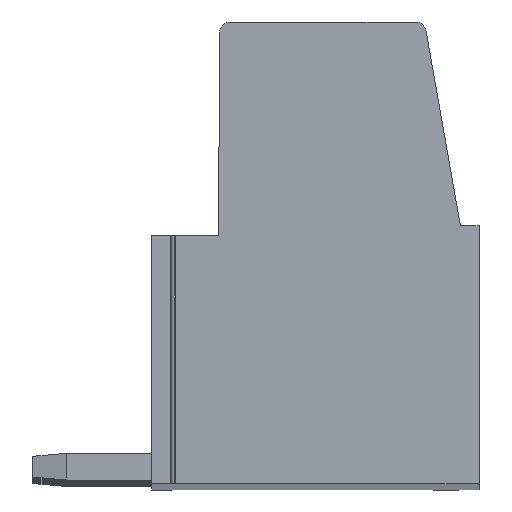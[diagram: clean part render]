
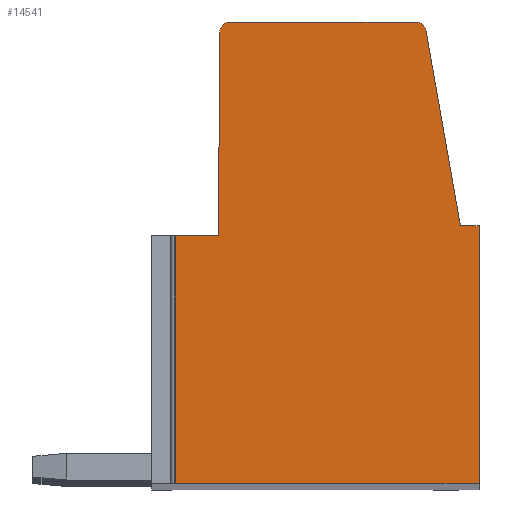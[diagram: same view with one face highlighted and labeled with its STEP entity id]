
A CAD part, top view. The second image highlights one B-rep face of the part: STEP entity #14541.
In plain terms, the highlighted planar face has unit normal (0, 0, 1).
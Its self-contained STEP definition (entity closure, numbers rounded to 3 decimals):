
#2443=DIRECTION('',(0.,1.,0.));
#2444=VECTOR('',#2443,7.4);
#2445=CARTESIAN_POINT('',(-4.225,-7.4,2.5));
#2446=LINE('',#2445,#2444);
#2447=DIRECTION('',(-1.,0.,0.));
#2448=VECTOR('',#2447,1.325);
#2449=CARTESIAN_POINT('',(-2.9,0.,2.5));
#2450=LINE('',#2449,#2448);
#2451=DIRECTION('',(-0.007,-1.,0.));
#2452=VECTOR('',#2451,6.1);
#2453=CARTESIAN_POINT('',(-2.859,6.1,2.5));
#2454=LINE('',#2453,#2452);
#2455=CARTESIAN_POINT('',(-2.557,6.098,2.5));
#2456=DIRECTION('',(0.,0.,1.));
#2457=DIRECTION('',(0.,1.,0.));
#2458=AXIS2_PLACEMENT_3D('',#2455,#2456,#2457);
#2460=DIRECTION('',(-1.,0.,0.));
#2461=VECTOR('',#2460,5.57);
#2462=CARTESIAN_POINT('',(3.013,6.4,2.5));
#2463=LINE('',#2462,#2461);
#2464=CARTESIAN_POINT('',(3.013,6.098,2.5));
#2465=DIRECTION('',(0.,0.,1.));
#2466=DIRECTION('',(0.985,0.173,0.));
#2467=AXIS2_PLACEMENT_3D('',#2464,#2465,#2466);
#2469=DIRECTION('',(-0.173,0.985,0.));
#2470=VECTOR('',#2469,5.94);
#2471=CARTESIAN_POINT('',(4.34,0.3,2.5));
#2472=LINE('',#2471,#2470);
#2473=DIRECTION('',(-1.,0.,0.));
#2474=VECTOR('',#2473,0.56);
#2475=CARTESIAN_POINT('',(4.9,0.3,2.5));
#2476=LINE('',#2475,#2474);
#2477=DIRECTION('',(0.,1.,0.));
#2478=VECTOR('',#2477,7.7);
#2479=CARTESIAN_POINT('',(4.9,-7.4,2.5));
#2480=LINE('',#2479,#2478);
#2481=DIRECTION('',(1.,0.,0.));
#2482=VECTOR('',#2481,9.125);
#2483=CARTESIAN_POINT('',(-4.225,-7.4,2.5));
#2484=LINE('',#2483,#2482);
#8659=CARTESIAN_POINT('',(4.9,-7.4,2.5));
#8660=CARTESIAN_POINT('',(4.9,0.3,2.5));
#8661=VERTEX_POINT('',#8659);
#8662=VERTEX_POINT('',#8660);
#8663=CARTESIAN_POINT('',(4.34,0.3,2.5));
#8664=VERTEX_POINT('',#8663);
#8665=CARTESIAN_POINT('',(3.311,6.15,2.5));
#8666=VERTEX_POINT('',#8665);
#8667=CARTESIAN_POINT('',(3.013,6.4,2.5));
#8668=VERTEX_POINT('',#8667);
#8669=CARTESIAN_POINT('',(-2.557,6.4,2.5));
#8670=VERTEX_POINT('',#8669);
#8671=CARTESIAN_POINT('',(-2.859,6.1,2.5));
#8672=VERTEX_POINT('',#8671);
#8673=CARTESIAN_POINT('',(-2.9,0.,2.5));
#8674=VERTEX_POINT('',#8673);
#8719=CARTESIAN_POINT('',(-4.225,-7.4,2.5));
#8720=CARTESIAN_POINT('',(-4.225,0.,2.5));
#8721=VERTEX_POINT('',#8719);
#8722=VERTEX_POINT('',#8720);
#14517=CARTESIAN_POINT('',(0.,0.,2.5));
#14518=DIRECTION('',(0.,0.,1.));
#14519=DIRECTION('',(1.,0.,0.));
#14520=AXIS2_PLACEMENT_3D('',#14517,#14518,#14519);
#14521=PLANE('',#14520);
#14522=ORIENTED_EDGE('',*,*,#14509,.T.);
#14523=ORIENTED_EDGE('',*,*,#11036,.F.);
#14525=ORIENTED_EDGE('',*,*,#14524,.F.);
#14527=ORIENTED_EDGE('',*,*,#14526,.F.);
#14529=ORIENTED_EDGE('',*,*,#14528,.F.);
#14531=ORIENTED_EDGE('',*,*,#14530,.F.);
#14533=ORIENTED_EDGE('',*,*,#14532,.F.);
#14535=ORIENTED_EDGE('',*,*,#14534,.F.);
#14537=ORIENTED_EDGE('',*,*,#14536,.F.);
#14538=ORIENTED_EDGE('',*,*,#11304,.F.);
#14539=EDGE_LOOP('',(#14522,#14523,#14525,#14527,#14529,#14531,#14533,#14535,
#14537,#14538));
#14540=FACE_OUTER_BOUND('',#14539,.F.);
#2459=CIRCLE('',#2458,0.302);
#2468=CIRCLE('',#2467,0.302);
#11036=EDGE_CURVE('',#8674,#8722,#2450,.T.);
#11304=EDGE_CURVE('',#8721,#8661,#2484,.T.);
#14509=EDGE_CURVE('',#8721,#8722,#2446,.T.);
#14524=EDGE_CURVE('',#8672,#8674,#2454,.T.);
#14526=EDGE_CURVE('',#8670,#8672,#2459,.T.);
#14528=EDGE_CURVE('',#8668,#8670,#2463,.T.);
#14530=EDGE_CURVE('',#8666,#8668,#2468,.T.);
#14532=EDGE_CURVE('',#8664,#8666,#2472,.T.);
#14534=EDGE_CURVE('',#8662,#8664,#2476,.T.);
#14536=EDGE_CURVE('',#8661,#8662,#2480,.T.);
#14541=ADVANCED_FACE('',(#14540),#14521,.T.);
